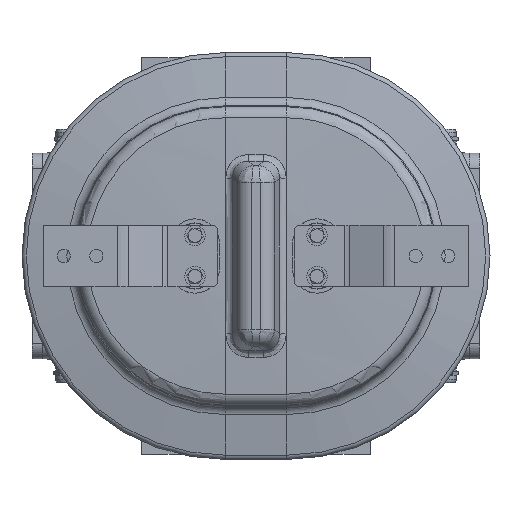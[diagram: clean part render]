
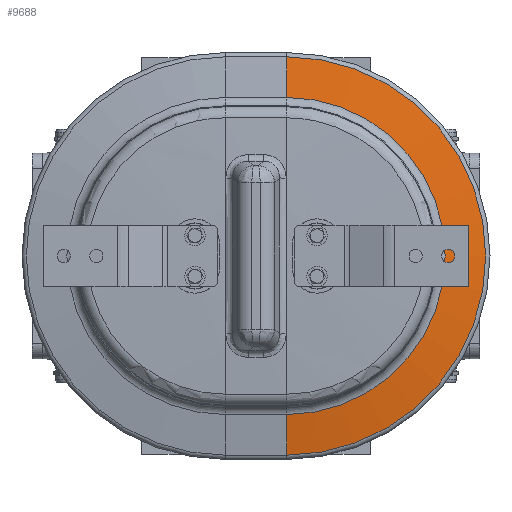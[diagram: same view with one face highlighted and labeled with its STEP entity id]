
A CAD part, front view. The second image highlights one B-rep face of the part: STEP entity #9688.
In plain terms, the highlighted conical face has half-angle 81 degrees and reference radius 175.829 mm.
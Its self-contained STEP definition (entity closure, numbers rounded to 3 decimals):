
#9688=ADVANCED_FACE('',(#18565),#18567,.T.);
#18565=FACE_BOUND('',#18566,.T.);
#18566=EDGE_LOOP('',(#28551,#28552,#28553,#28554));
#18567=CONICAL_SURFACE('',#18568,175.829,1.414);
#18568=AXIS2_PLACEMENT_3D('',#18569,#18570,#18571);
#18569=CARTESIAN_POINT('',(0.,-250.701,0.));
#18570=DIRECTION('',(0.,1.,0.));
#18571=DIRECTION('',(0.,0.,-1.));
#28551=ORIENTED_EDGE('',*,*,#31517,.F.);
#28552=ORIENTED_EDGE('',*,*,#31518,.T.);
#28553=ORIENTED_EDGE('',*,*,#31519,.F.);
#28554=ORIENTED_EDGE('',*,*,#31493,.F.);
#31493=EDGE_CURVE('',#35009,#35010,#35011,.T.);
#31517=EDGE_CURVE('',#35045,#35009,#35046,.T.);
#31518=EDGE_CURVE('',#35045,#35047,#35048,.T.);
#31519=EDGE_CURVE('',#35010,#35047,#35049,.F.);
#35009=VERTEX_POINT('',#43706);
#35010=VERTEX_POINT('',#43707);
#35011=CIRCLE('',#43708,195.782);
#35045=VERTEX_POINT('',#44216);
#35046=LINE('',#44217,#44218);
#35047=VERTEX_POINT('',#44220);
#35048=CIRCLE('',#44221,155.876);
#35049=LINE('',#44225,#44226);
#43706=CARTESIAN_POINT('',(0.,-247.541,195.782));
#43707=CARTESIAN_POINT('',(0.,-247.541,-195.782));
#43708=AXIS2_PLACEMENT_3D('',#43709,#43710,#43711);
#43709=CARTESIAN_POINT('',(0.,-247.541,0.));
#43710=DIRECTION('',(0.,1.,0.));
#43711=DIRECTION('',(0.,0.,1.));
#44216=CARTESIAN_POINT('',(0.,-253.861,155.876));
#44217=CARTESIAN_POINT('',(0.,-253.861,155.876));
#44218=VECTOR('',#44219,1.);
#44219=DIRECTION('',(0.,0.156,0.988));
#44220=CARTESIAN_POINT('',(0.,-253.861,-155.876));
#44221=AXIS2_PLACEMENT_3D('',#44222,#44223,#44224);
#44222=CARTESIAN_POINT('',(0.,-253.861,0.));
#44223=DIRECTION('',(0.,1.,0.));
#44224=DIRECTION('',(0.,0.,1.));
#44225=CARTESIAN_POINT('',(0.,-253.861,-155.876));
#44226=VECTOR('',#44227,1.);
#44227=DIRECTION('',(0.,0.156,-0.988));
